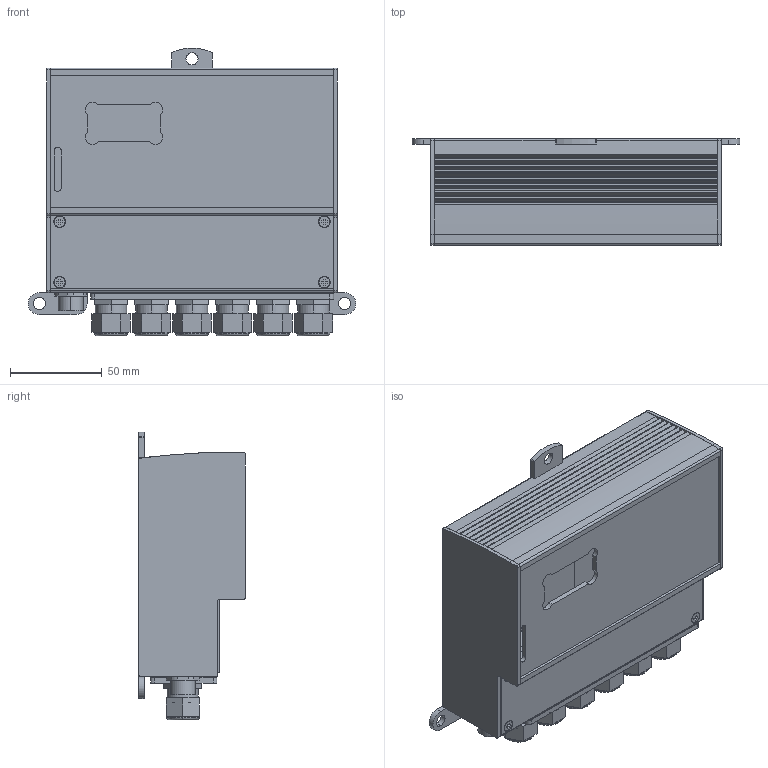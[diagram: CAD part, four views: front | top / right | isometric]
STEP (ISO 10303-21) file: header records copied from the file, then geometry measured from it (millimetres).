
FILE_DESCRIPTION((''),'2;1');
FILE_NAME('090826.4.stp','2011-05-26T16:35:16',(''),(''),'Mechanical Desktop 2009','Mechanical Desktop 2009',', , ');
FILE_SCHEMA(('CONFIG_CONTROL_DESIGN'));
Length unit declared in the file: millimetre
Products named in the file (40): E0908264; E0801093; E0801093A; E0708103; E0708103A; E0801097; E0801097A; E0711144A; E0711144; SENKSCHRAUBE_FORM H_M3X6; SENKSCHRAUBE_FORM H_M3X6A; E0708204; E0708204A; E0708205; E0708205A; E0708206; E0708206A; KABELVERSCHRAUBUNG_M16X1.5; TEIL1; TEIL3; TEIL2; Kabelverschraubung_M16x1.5|AVE_RENDER; Kabelverschraubung_M16x1.5|AVE_GLOBAL; Kabelverschraubung_M16x1.5|RM_SDB; ETHERNETSTECKVERBINDER_M12A; ETHERNETSTECKVERBINDER_M12; E0801099; E0801099A; E0711145A; E0711145; E0801095; TEIL1A; 1; 432028926; TEIL2A; E0801117A; E0801117; I-6KT_GEWINDESTIFT_M3X6; I-6KT_GEWINDESTIFT_M3X6A; RM_SDB
Assembly tree (68 placements, depth 3):
  E0908264
    E0801093
      E0801093A
    E0708103  x2
      E0708103A
    E0801097
      E0801097A
    E0711144A
      E0711144
    SENKSCHRAUBE_FORM H_M3X6  x11
      SENKSCHRAUBE_FORM H_M3X6A
    E0708204
      E0708204A
    E0708205
      E0708205A
    E0708206
      E0708206A
    KABELVERSCHRAUBUNG_M16X1.5  x6
      TEIL1
      TEIL3
      TEIL2
      Kabelverschraubung_M16x1.5|AVE_RENDER
      Kabelverschraubung_M16x1.5|AVE_GLOBAL
      Kabelverschraubung_M16x1.5|RM_SDB
    ETHERNETSTECKVERBINDER_M12A
      ETHERNETSTECKVERBINDER_M12
    E0801099
      E0801099A
    E0711145A
      E0711145
    E0801095
      TEIL1A
      1  x2
      432028926
      TEIL2A  x2
    E0801117A
      E0801117
    I-6KT_GEWINDESTIFT_M3X6
      I-6KT_GEWINDESTIFT_M3X6A
    RM_SDB  x3
Bounding box: 178 x 58 x 156.51 mm (x, y, z)
Volume: 304283.3 mm3; surface area: 256151.2 mm2
Topology: 48 solids, 48 shells, 2409 faces, 6230 edges, 4093 vertices
Faces by surface type: plane 1720, cylinder 495, cone 138, bspline 32, torus 24
Entity records: 46784 total; most frequent: CARTESIAN_POINT 8862, ORIENTED_EDGE 7730, DIRECTION 7504, EDGE_CURVE 3865, VECTOR 3196, LINE 3196, VERTEX_POINT 2516, AXIS2_PLACEMENT_3D 2154
